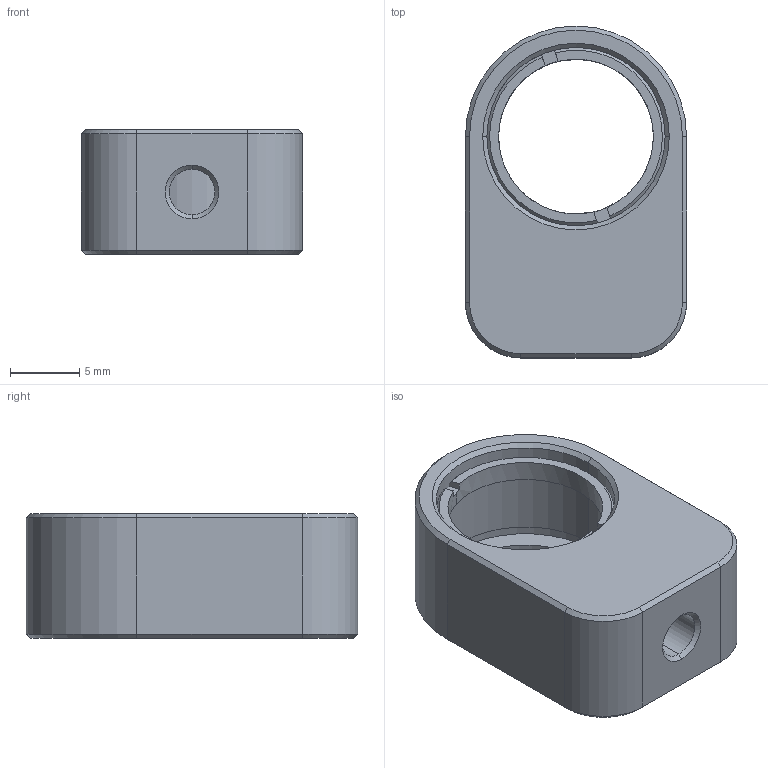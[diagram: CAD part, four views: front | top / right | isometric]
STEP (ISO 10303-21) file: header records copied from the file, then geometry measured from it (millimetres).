
FILE_DESCRIPTION (( 'STEP AP203' ), '1' );
FILE_NAME ('GCM-081212M_三维.STEP', '2020-09-28T08:34:27', ( 'Microsoft' ), ( 'Microsoft' ), 'SwSTEP 2.0', 'SolidWorks 2015', '' );
FILE_SCHEMA (( 'CONFIG_CONTROL_DESIGN' ));
Length unit declared in the file: millimetre
Products named in the file (1): GCM-081212M_三维
Bounding box: 16 x 24 x 9 mm (x, y, z)
Surface area: 1680.1 mm2 (no closed solid volume)
Topology: 0 solids, 2 shells, 120 faces, 313 edges, 204 vertices
Faces by surface type: plane 62, cylinder 46, cone 12
Entity records: 3769 total; most frequent: DIRECTION 665, CARTESIAN_POINT 650, ORIENTED_EDGE 602, EDGE_CURVE 313, AXIS2_PLACEMENT_3D 235, VERTEX_POINT 204, LINE 195, VECTOR 195
